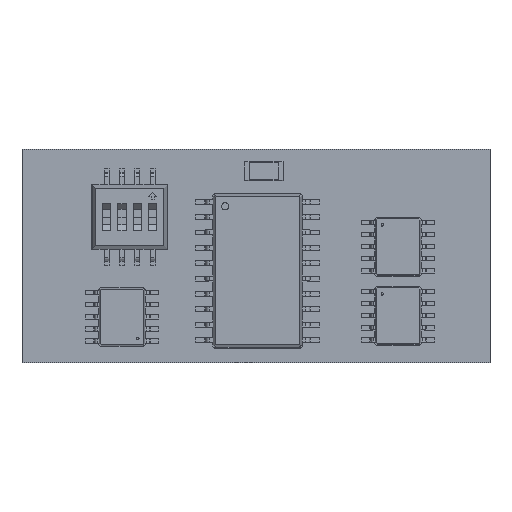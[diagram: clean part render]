
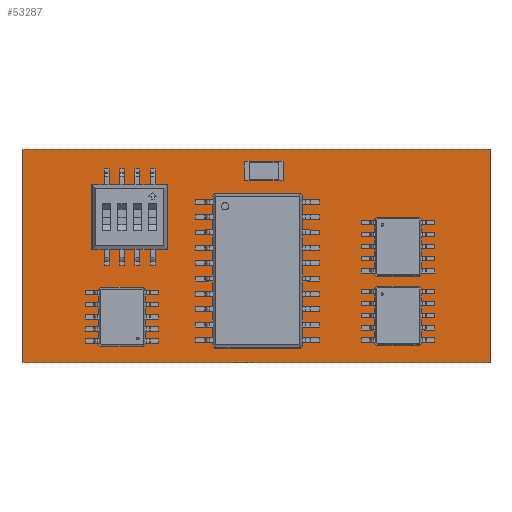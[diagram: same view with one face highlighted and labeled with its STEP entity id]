
A CAD part, top view. The second image highlights one B-rep face of the part: STEP entity #53287.
In plain terms, the highlighted planar face has unit normal (0, 0, 1).
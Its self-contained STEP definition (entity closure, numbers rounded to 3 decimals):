
#52973 = VERTEX_POINT('',#52974);
#52974 = CARTESIAN_POINT('',(130.785,-95.225,1.6));
#52981 = PLANE('',#52982);
#52982 = AXIS2_PLACEMENT_3D('',#52983,#52984,#52985);
#52983 = CARTESIAN_POINT('',(130.785,-95.225,0.));
#52984 = DIRECTION('',(0.,-1.,0.));
#52985 = DIRECTION('',(-1.,0.,0.));
#52993 = PLANE('',#52994);
#52994 = AXIS2_PLACEMENT_3D('',#52995,#52996,#52997);
#52995 = CARTESIAN_POINT('',(130.785,-77.572,0.));
#52996 = DIRECTION('',(1.,0.,0.));
#52997 = DIRECTION('',(0.,-1.,0.));
#53005 = EDGE_CURVE('',#52973,#53006,#53008,.T.);
#53006 = VERTEX_POINT('',#53007);
#53007 = CARTESIAN_POINT('',(92.05,-95.225,1.6));
#53008 = SURFACE_CURVE('',#53009,(#53013,#53020),.PCURVE_S1.);
#53009 = LINE('',#53010,#53011);
#53010 = CARTESIAN_POINT('',(130.785,-95.225,1.6));
#53011 = VECTOR('',#53012,1.);
#53012 = DIRECTION('',(-1.,0.,0.));
#53013 = PCURVE('',#52981,#53014);
#53014 = DEFINITIONAL_REPRESENTATION('',(#53015),#53019);
#53015 = LINE('',#53016,#53017);
#53016 = CARTESIAN_POINT('',(0.,-1.6));
#53017 = VECTOR('',#53018,1.);
#53018 = DIRECTION('',(1.,0.));
#53019 = ( GEOMETRIC_REPRESENTATION_CONTEXT(2) 
PARAMETRIC_REPRESENTATION_CONTEXT() REPRESENTATION_CONTEXT('2D SPACE',''
  ) );
#53020 = PCURVE('',#53021,#53026);
#53021 = PLANE('',#53022);
#53022 = AXIS2_PLACEMENT_3D('',#53023,#53024,#53025);
#53023 = CARTESIAN_POINT('',(111.417,-86.398,1.6));
#53024 = DIRECTION('',(0.,0.,-1.));
#53025 = DIRECTION('',(-1.,0.,0.));
#53026 = DEFINITIONAL_REPRESENTATION('',(#53027),#53031);
#53027 = LINE('',#53028,#53029);
#53028 = CARTESIAN_POINT('',(-19.368,-8.827));
#53029 = VECTOR('',#53030,1.);
#53030 = DIRECTION('',(1.,0.));
#53031 = ( GEOMETRIC_REPRESENTATION_CONTEXT(2) 
PARAMETRIC_REPRESENTATION_CONTEXT() REPRESENTATION_CONTEXT('2D SPACE',''
  ) );
#53049 = PLANE('',#53050);
#53050 = AXIS2_PLACEMENT_3D('',#53051,#53052,#53053);
#53051 = CARTESIAN_POINT('',(92.05,-95.225,0.));
#53052 = DIRECTION('',(-1.,0.,0.));
#53053 = DIRECTION('',(0.,1.,0.));
#53091 = EDGE_CURVE('',#53006,#53092,#53094,.T.);
#53092 = VERTEX_POINT('',#53093);
#53093 = CARTESIAN_POINT('',(92.05,-77.572,1.6));
#53094 = SURFACE_CURVE('',#53095,(#53099,#53106),.PCURVE_S1.);
#53095 = LINE('',#53096,#53097);
#53096 = CARTESIAN_POINT('',(92.05,-95.225,1.6));
#53097 = VECTOR('',#53098,1.);
#53098 = DIRECTION('',(0.,1.,0.));
#53099 = PCURVE('',#53049,#53100);
#53100 = DEFINITIONAL_REPRESENTATION('',(#53101),#53105);
#53101 = LINE('',#53102,#53103);
#53102 = CARTESIAN_POINT('',(0.,-1.6));
#53103 = VECTOR('',#53104,1.);
#53104 = DIRECTION('',(1.,0.));
#53105 = ( GEOMETRIC_REPRESENTATION_CONTEXT(2) 
PARAMETRIC_REPRESENTATION_CONTEXT() REPRESENTATION_CONTEXT('2D SPACE',''
  ) );
#53106 = PCURVE('',#53021,#53107);
#53107 = DEFINITIONAL_REPRESENTATION('',(#53108),#53112);
#53108 = LINE('',#53109,#53110);
#53109 = CARTESIAN_POINT('',(19.368,-8.827));
#53110 = VECTOR('',#53111,1.);
#53111 = DIRECTION('',(0.,1.));
#53112 = ( GEOMETRIC_REPRESENTATION_CONTEXT(2) 
PARAMETRIC_REPRESENTATION_CONTEXT() REPRESENTATION_CONTEXT('2D SPACE',''
  ) );
#53130 = PLANE('',#53131);
#53131 = AXIS2_PLACEMENT_3D('',#53132,#53133,#53134);
#53132 = CARTESIAN_POINT('',(92.05,-77.572,0.));
#53133 = DIRECTION('',(0.,1.,0.));
#53134 = DIRECTION('',(1.,0.,0.));
#53167 = EDGE_CURVE('',#53092,#53168,#53170,.T.);
#53168 = VERTEX_POINT('',#53169);
#53169 = CARTESIAN_POINT('',(130.785,-77.572,1.6));
#53170 = SURFACE_CURVE('',#53171,(#53175,#53182),.PCURVE_S1.);
#53171 = LINE('',#53172,#53173);
#53172 = CARTESIAN_POINT('',(92.05,-77.572,1.6));
#53173 = VECTOR('',#53174,1.);
#53174 = DIRECTION('',(1.,0.,0.));
#53175 = PCURVE('',#53130,#53176);
#53176 = DEFINITIONAL_REPRESENTATION('',(#53177),#53181);
#53177 = LINE('',#53178,#53179);
#53178 = CARTESIAN_POINT('',(0.,-1.6));
#53179 = VECTOR('',#53180,1.);
#53180 = DIRECTION('',(1.,0.));
#53181 = ( GEOMETRIC_REPRESENTATION_CONTEXT(2) 
PARAMETRIC_REPRESENTATION_CONTEXT() REPRESENTATION_CONTEXT('2D SPACE',''
  ) );
#53182 = PCURVE('',#53021,#53183);
#53183 = DEFINITIONAL_REPRESENTATION('',(#53184),#53188);
#53184 = LINE('',#53185,#53186);
#53185 = CARTESIAN_POINT('',(19.368,8.827));
#53186 = VECTOR('',#53187,1.);
#53187 = DIRECTION('',(-1.,0.));
#53188 = ( GEOMETRIC_REPRESENTATION_CONTEXT(2) 
PARAMETRIC_REPRESENTATION_CONTEXT() REPRESENTATION_CONTEXT('2D SPACE',''
  ) );
#53238 = EDGE_CURVE('',#53168,#52973,#53239,.T.);
#53239 = SURFACE_CURVE('',#53240,(#53244,#53251),.PCURVE_S1.);
#53240 = LINE('',#53241,#53242);
#53241 = CARTESIAN_POINT('',(130.785,-77.572,1.6));
#53242 = VECTOR('',#53243,1.);
#53243 = DIRECTION('',(0.,-1.,0.));
#53244 = PCURVE('',#52993,#53245);
#53245 = DEFINITIONAL_REPRESENTATION('',(#53246),#53250);
#53246 = LINE('',#53247,#53248);
#53247 = CARTESIAN_POINT('',(0.,-1.6));
#53248 = VECTOR('',#53249,1.);
#53249 = DIRECTION('',(1.,0.));
#53250 = ( GEOMETRIC_REPRESENTATION_CONTEXT(2) 
PARAMETRIC_REPRESENTATION_CONTEXT() REPRESENTATION_CONTEXT('2D SPACE',''
  ) );
#53251 = PCURVE('',#53021,#53252);
#53252 = DEFINITIONAL_REPRESENTATION('',(#53253),#53257);
#53253 = LINE('',#53254,#53255);
#53254 = CARTESIAN_POINT('',(-19.368,8.827));
#53255 = VECTOR('',#53256,1.);
#53256 = DIRECTION('',(0.,-1.));
#53257 = ( GEOMETRIC_REPRESENTATION_CONTEXT(2) 
PARAMETRIC_REPRESENTATION_CONTEXT() REPRESENTATION_CONTEXT('2D SPACE',''
  ) );
#53287 = ADVANCED_FACE('',(#53288),#53021,.F.);
#53288 = FACE_BOUND('',#53289,.F.);
#53289 = EDGE_LOOP('',(#53290,#53291,#53292,#53293));
#53290 = ORIENTED_EDGE('',*,*,#53005,.T.);
#53291 = ORIENTED_EDGE('',*,*,#53091,.T.);
#53292 = ORIENTED_EDGE('',*,*,#53167,.T.);
#53293 = ORIENTED_EDGE('',*,*,#53238,.T.);
